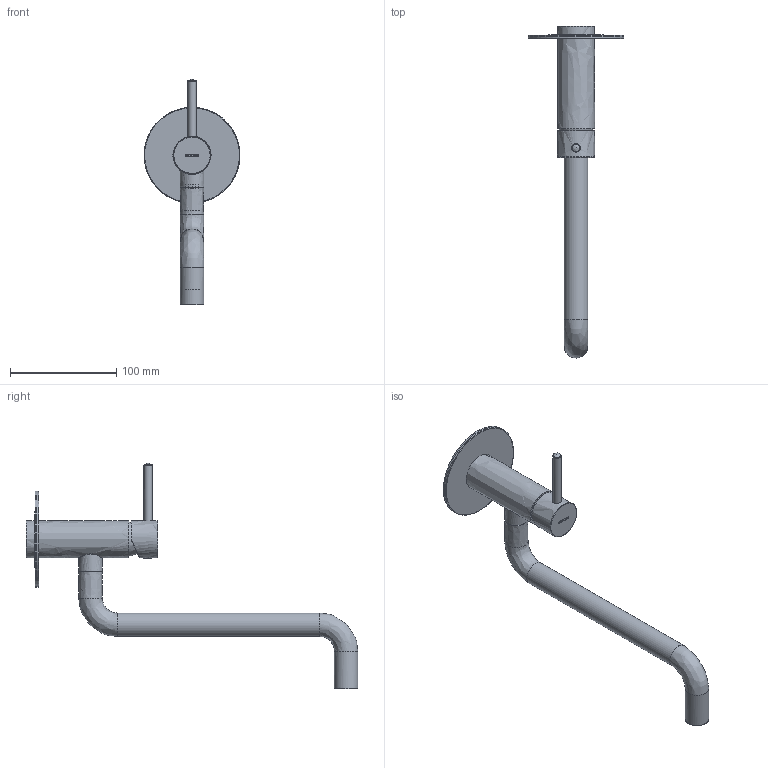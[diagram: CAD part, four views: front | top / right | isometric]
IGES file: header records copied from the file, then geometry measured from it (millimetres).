
Global section: file name: ec960049-2505-48b9-94ff-682d54b0db21; native system: unknown; preprocessor: unknown; author: unknown; organization: unknown; date: 20200629.105901; units: millimetre
Bounding box: 89.99 x 311.5 x 211.6 mm (x, y, z)
Volume: 115366.8 mm3; surface area: 118521.8 mm2
Topology: 30 solids, 30 shells, 663 faces, 1799 edges, 1246 vertices
Faces by surface type: bspline 663
